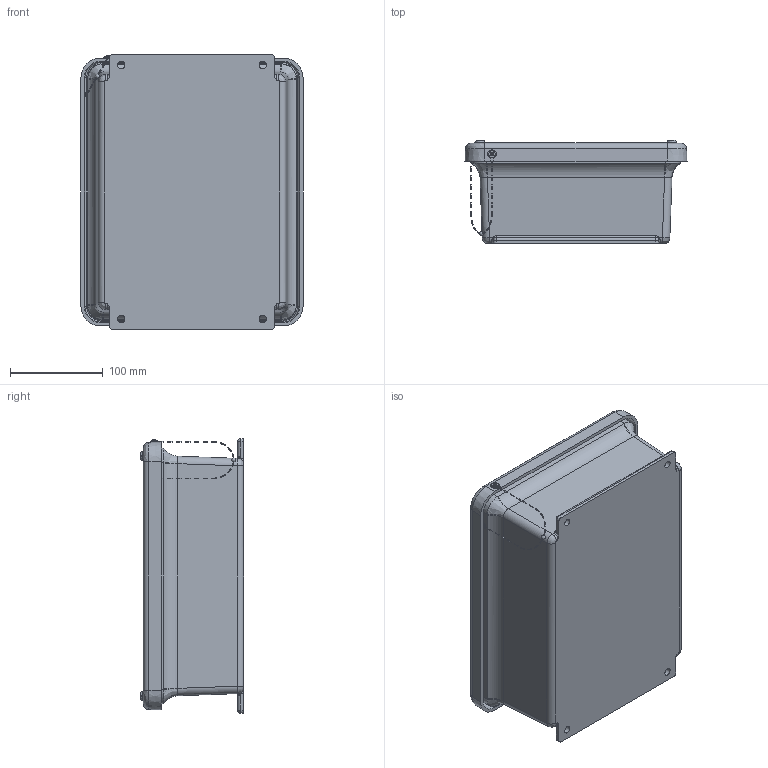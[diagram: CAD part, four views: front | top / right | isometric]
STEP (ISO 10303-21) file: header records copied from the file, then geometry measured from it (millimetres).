
FILE_DESCRIPTION (( 'STEP AP214' ), '1' );
FILE_NAME ('CO9PBW.STEP', '2018-11-08T23:24:09', ( '' ), ( '' ), 'SwSTEP 2.0', 'SolidWorks 2018', '' );
FILE_SCHEMA (( 'AUTOMOTIVE_DESIGN' ));
Length unit declared in the file: inch
Products named in the file (1): CO9PBW
Bounding box: 238.89 x 110.95 x 295.27 mm (x, y, z)
Volume: 910652.5 mm3; surface area: 484979.4 mm2
Topology: 40 solids, 40 shells, 659 faces, 1489 edges, 918 vertices
Faces by surface type: plane 243, cylinder 217, bspline 175, cone 24
Full cylindrical faces by diameter (mm): 0.737 x14, 2.64 x2, 3.175 x2, 3.2 x2, 3.556 x2, 4.039 x8, 4.496 x4, 5.556 x4, 6.35 x4, 6.858 x8, 7.137 x4, 7.188 x2, 7.937 x4, 9.423 x4
Entity records: 34481 total; most frequent: CARTESIAN_POINT 12758, ORIENTED_EDGE 2780, DIRECTION 2292, EDGE_CURVE 1390, VERTEX_POINT 906, EDGE_LOOP 820, AXIS2_PLACEMENT_3D 803, FACE_OUTER_BOUND 702
